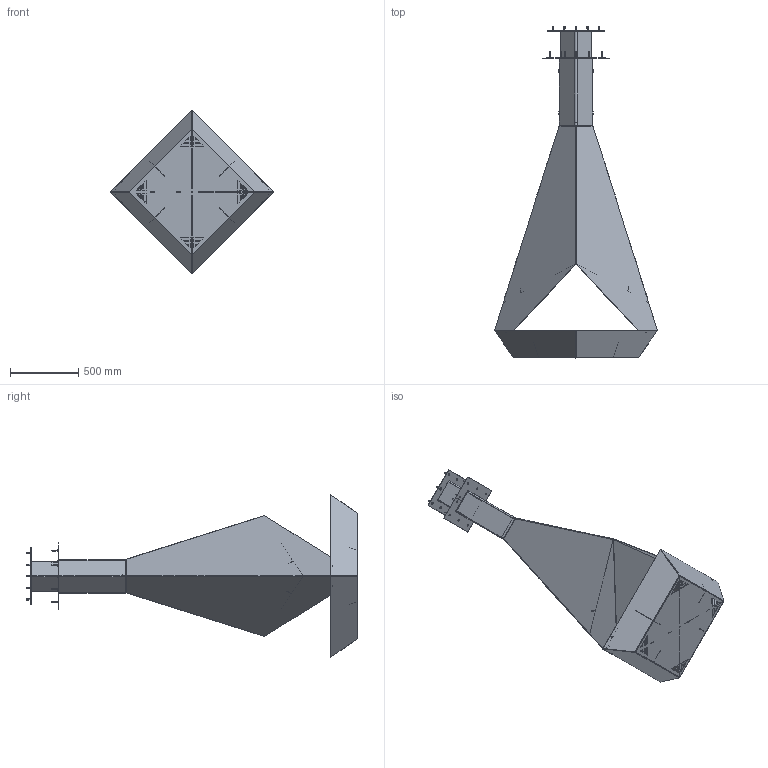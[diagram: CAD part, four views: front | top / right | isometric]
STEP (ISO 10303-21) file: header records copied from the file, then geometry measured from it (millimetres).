
FILE_DESCRIPTION (( 'STEP AP203' ), '1' );
FILE_NAME ('PJ00195-EUDOXUS.STEP', '2019-04-12T08:08:53', ( '' ), ( '' ), 'SwSTEP 2.0', 'SolidWorks 2019', '' );
FILE_SCHEMA (( 'CONFIG_CONTROL_DESIGN' ));
Length unit declared in the file: millimetre
Products named in the file (58): AS03240-A-01; AS03238-D-01; AS04230-B-01; PT11528-C-AC; PT11030-C-AC; PT11032-F-AC; PT11529-B-AC; PT11034-C-AC; PT01070-A-A2; AS04227-B-01; AS02881-A-01; PT11024-C-AC; AS03241-H-01; PT11035-B-AC; PT11029-C-A2; PT11646-C-AC; PT11531-B-AC; PT11530-C-AC; PT06820-A-AG; AS04223-A-01; PT11037-A-AC; AS03239-C-01; PT11538-A-AC; PT11023-D-AC; AS04226-C-01; PT06590-A-AC; PT11028-B-A2; AS03237-G-01; PT11532-A-AC; PT11536-A-AC; AS04300-C-01; AS04225-B-01; PT00955-A-A2; AS04228-A-01; AS04229-A-01; PT00688-A-AC; PT6719-A-AG; PJ00153-O-02-C.EVO PLUS 400.step; PT11025-D-AC; PT11033-B-AC ...
Assembly tree (178 placements, depth 5):
  PJ00195-EUDOXUS
    AS03241-H-01
      AS03238-D-01
        PT11026-C-AC  x2
        AS04225-B-01
          PT11528-C-AC  x2
        PT11529-B-AC  x4
        PT00688-A-AC  x4
        PT01070-A-A2  x4
      AS03237-G-01
        PT11023-D-AC
        PT11027-F-AC
        AS04229-A-01
          PT11024-C-AC
          PT11536-A-AC
        AS04229-A-01
          PT11024-C-AC
          PT11536-A-AC
        AS04230-B-01
          PT11536-A-AC  x2
        PT11025-D-AC  x4
        AS04228-A-01
          PT11532-A-AC
          PT00688-A-AC  x6
          PT00955-A-A2  x6
        PT11032-F-AC  x2
        PT11030-C-AC  x2
        AS04230-B-01
          PT11536-A-AC  x2
      AS04227-B-01
        PT11531-B-AC
        PT01372-A-A2  x2
        PT11538-A-AC
      AS04227-B-01
        PT11531-B-AC
        PT01372-A-A2  x2
        PT11538-A-AC
      AS04226-C-01
        PT11530-C-AC
        PT01372-A-A2  x13
      AS04226-C-01
        PT11530-C-AC
        PT01372-A-A2  x13
    AS04300-C-01
      PT11037-A-AC
      AS04301-C-01
        PT11034-C-AC  x2
    AS04223-A-01
      PT11033-B-AC  x2
    AS03240-A-01
      PT11028-B-A2
      PT01372-A-A2  x2
    PT11646-C-AC
    AS03240-A-01
      PT11028-B-A2
      PT01372-A-A2  x2
    AS03239-C-01
      PT11029-C-A2
      PT01372-A-A2  x12
    AS03239-C-01
Bounding box: 1195.45 x 2434.5 x 1192.58 mm (x, y, z)
Volume: 22171668.7 mm3; surface area: 14598643.5 mm2
Topology: 202 solids, 202 shells, 4400 faces, 11339 edges, 7430 vertices
Faces by surface type: plane 2704, cylinder 1147, bspline 326, cone 112, torus 109, sphere 2
Full cylindrical faces by diameter (mm): 3.3 x13, 3.7 x4, 4 x93, 4.2 x18, 4.25 x3, 4.3 x19, 4.5 x21, 5 x30, 5.3 x11, 5.5 x2, 6 x20, 6.1 x1, 6.5 x61, 6.9 x58, 7 x21, 7.3 x6, 8 x25, 8.1 x4, 8.3 x8, 8.7 x8, 10 x11, 10.2 x2, 10.5 x8, 12 x4, 13 x12, 16 x8, 20 x1, 25 x1, 30.2 x4
Entity records: 93746 total; most frequent: CARTESIAN_POINT 20883, ORIENTED_EDGE 12870, DIRECTION 12609, EDGE_CURVE 6435, VECTOR 4437, LINE 4437, VERTEX_POINT 4317, AXIS2_PLACEMENT_3D 4086
